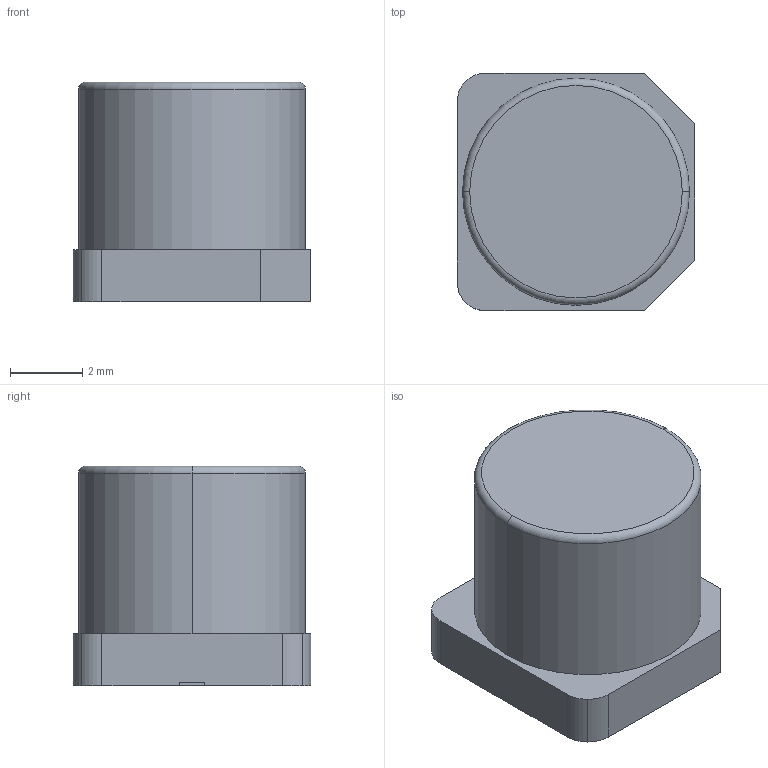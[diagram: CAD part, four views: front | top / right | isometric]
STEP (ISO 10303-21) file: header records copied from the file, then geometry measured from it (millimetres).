
FILE_DESCRIPTION(('STEP AP242'),'1');
FILE_NAME('34934.stp','2019-01-07T07:53:51',('TraceParts'),('TraceParts S.A.'),'Spatial InterOp 3D',' ',' ');
FILE_SCHEMA(('AP242_MANAGED_MODEL_BASED_3D_ENGINEERING_MIM_LF {1 0 10303 442 1 1 4}'));
Length unit declared in the file: millimetre
Products named in the file (1): 34934_1
Bounding box: 6.6 x 6.6 x 6.1 mm (x, y, z)
Volume: 204.7 mm3; surface area: 280.2 mm2
Topology: 4 solids, 4 shells, 38 faces, 88 edges, 58 vertices
Faces by surface type: plane 26, cylinder 10, torus 2
Entity records: 1444 total; most frequent: DIRECTION 196, CARTESIAN_POINT 188, ORIENTED_EDGE 176, EDGE_CURVE 88, AXIS2_PLACEMENT_3D 66, LINE 64, VECTOR 64, VERTEX_POINT 58
